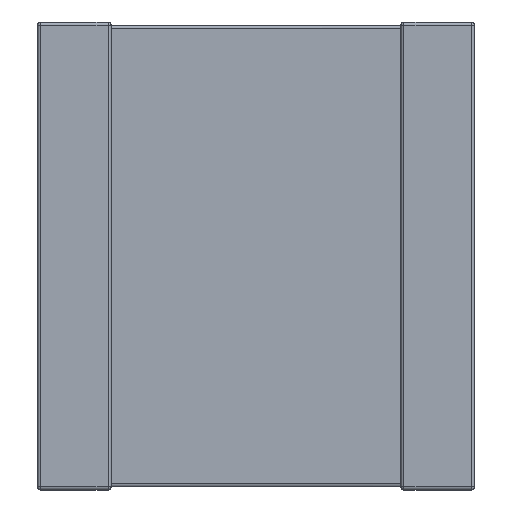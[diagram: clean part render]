
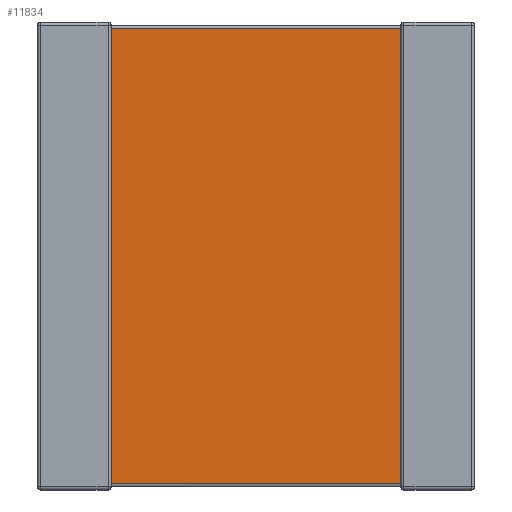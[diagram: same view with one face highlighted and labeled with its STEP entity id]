
A CAD part, front view. The second image highlights one B-rep face of the part: STEP entity #11834.
In plain terms, the highlighted planar face has unit normal (0, -1, 0).
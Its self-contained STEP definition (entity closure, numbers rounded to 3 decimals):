
#175 = AXIS2_PLACEMENT_3D ( 'NONE', #5997, #7026, #9973 ) ;
#1005 = CARTESIAN_POINT ( 'NONE',  ( 1.67, -5.48, -0.14 ) ) ;
#1485 = EDGE_CURVE ( 'NONE', #7760, #6463, #1806, .T. ) ;
#1655 = VECTOR ( 'NONE', #7705, 1000. ) ;
#1806 = LINE ( 'NONE', #12029, #6303 ) ;
#1841 = EDGE_CURVE ( 'NONE', #2635, #4134, #4691, .T. ) ;
#1945 = EDGE_CURVE ( 'NONE', #4134, #6463, #3423, .T. ) ;
#2508 = ORIENTED_EDGE ( 'NONE', *, *, #7364, .T. ) ;
#2635 = VERTEX_POINT ( 'NONE', #5303 ) ;
#3423 = LINE ( 'NONE', #12184, #8761 ) ;
#3694 = CARTESIAN_POINT ( 'NONE',  ( 8.23, -5.48, -10.6 ) ) ;
#3957 = CARTESIAN_POINT ( 'NONE',  ( 1.67, -5.48, -10.46 ) ) ;
#4134 = VERTEX_POINT ( 'NONE', #9270 ) ;
#4286 = DIRECTION ( 'NONE',  ( -1., 0., 0. ) ) ;
#4691 = LINE ( 'NONE', #3694, #1655 ) ;
#5303 = CARTESIAN_POINT ( 'NONE',  ( 8.23, -5.48, -10.46 ) ) ;
#5509 = VECTOR ( 'NONE', #6676, 1000. ) ;
#5997 = CARTESIAN_POINT ( 'NONE',  ( 1.67, -5.48, -10.6 ) ) ;
#6303 = VECTOR ( 'NONE', #9965, 1000. ) ;
#6463 = VERTEX_POINT ( 'NONE', #1005 ) ;
#6608 = LINE ( 'NONE', #10386, #5509 ) ;
#6627 = EDGE_LOOP ( 'NONE', ( #9940, #2508, #9840, #7617 ) ) ;
#6676 = DIRECTION ( 'NONE',  ( 1., 0., 0. ) ) ;
#7026 = DIRECTION ( 'NONE',  ( 0., -1., 0. ) ) ;
#7364 = EDGE_CURVE ( 'NONE', #7760, #2635, #6608, .T. ) ;
#7617 = ORIENTED_EDGE ( 'NONE', *, *, #1945, .T. ) ;
#7705 = DIRECTION ( 'NONE',  ( 0., 0., 1. ) ) ;
#7760 = VERTEX_POINT ( 'NONE', #3957 ) ;
#8761 = VECTOR ( 'NONE', #4286, 1000. ) ;
#9270 = CARTESIAN_POINT ( 'NONE',  ( 8.23, -5.48, -0.14 ) ) ;
#9840 = ORIENTED_EDGE ( 'NONE', *, *, #1841, .T. ) ;
#9940 = ORIENTED_EDGE ( 'NONE', *, *, #1485, .F. ) ;
#9965 = DIRECTION ( 'NONE',  ( 0., 0., 1. ) ) ;
#9973 = DIRECTION ( 'NONE',  ( 0., 0., -1. ) ) ;
#10386 = CARTESIAN_POINT ( 'NONE',  ( 8.23, -5.48, -10.46 ) ) ;
#10892 = PLANE ( 'NONE',  #175 ) ;
#11144 = FACE_OUTER_BOUND ( 'NONE', #6627, .T. ) ;
#11834 = ADVANCED_FACE ( 'NONE', ( #11144 ), #10892, .T. ) ;
#12029 = CARTESIAN_POINT ( 'NONE',  ( 1.67, -5.48, -10.6 ) ) ;
#12184 = CARTESIAN_POINT ( 'NONE',  ( 1.67, -5.48, -0.14 ) ) ;
